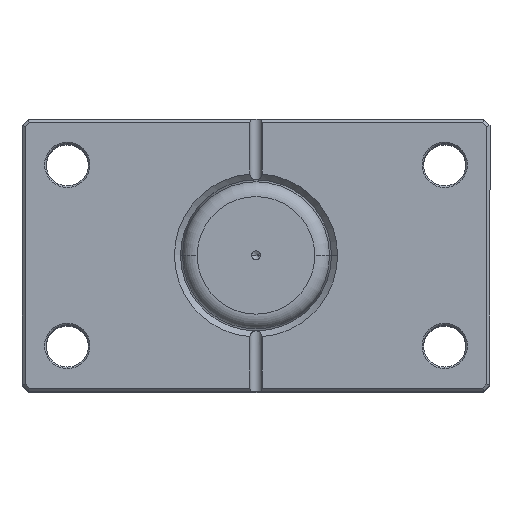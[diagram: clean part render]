
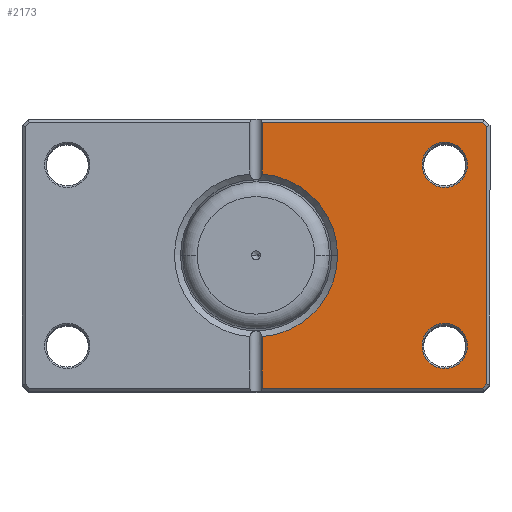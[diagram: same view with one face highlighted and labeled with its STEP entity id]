
A CAD part, top view. The second image highlights one B-rep face of the part: STEP entity #2173.
In plain terms, the highlighted face is planar.
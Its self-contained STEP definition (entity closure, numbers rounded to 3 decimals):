
#10 = VERTEX_POINT ( 'NONE', #4954 ) ;
#30 = VERTEX_POINT ( 'NONE', #4937 ) ;
#86 = VERTEX_POINT ( 'NONE', #3748 ) ;
#104 = CARTESIAN_POINT ( 'NONE',  ( -59.543, -59.543, 0. ) ) ;
#117 = VECTOR ( 'NONE', #4048, 1000. ) ;
#153 = CIRCLE ( 'NONE', #4074, 7.5 ) ;
#155 = CARTESIAN_POINT ( 'NONE',  ( -55., -30., 0. ) ) ;
#300 = DIRECTION ( 'NONE',  ( 1., 0., 0. ) ) ;
#341 = CIRCLE ( 'NONE', #1201, 7.5 ) ;
#353 = CIRCLE ( 'NONE', #1271, 7.5 ) ;
#371 = EDGE_LOOP ( 'NONE', ( #3957, #1869 ) ) ;
#607 = DIRECTION ( 'NONE',  ( 0., -1., 0. ) ) ;
#707 = VERTEX_POINT ( 'NONE', #5818 ) ;
#1011 = VECTOR ( 'NONE', #607, 1000. ) ;
#1023 = VERTEX_POINT ( 'NONE', #5728 ) ;
#1034 = CARTESIAN_POINT ( 'NONE',  ( 0., 44., 0. ) ) ;
#1042 = CARTESIAN_POINT ( 'NONE',  ( -70., 30., 0. ) ) ;
#1057 = VERTEX_POINT ( 'NONE', #4049 ) ;
#1078 = CARTESIAN_POINT ( 'NONE',  ( -2., 45., 0. ) ) ;
#1119 = CARTESIAN_POINT ( 'NONE',  ( -62.5, 30., 0. ) ) ;
#1131 = EDGE_LOOP ( 'NONE', ( #5890, #2417, #4051, #3274, #2883, #5684, #3928, #2738, #5328 ) ) ;
#1155 = AXIS2_PLACEMENT_3D ( 'NONE', #4735, #1871, #5191 ) ;
#1184 = CARTESIAN_POINT ( 'NONE',  ( -2., 45., 0. ) ) ;
#1201 = AXIS2_PLACEMENT_3D ( 'NONE', #4829, #1969, #5282 ) ;
#1214 = FACE_OUTER_BOUND ( 'NONE', #1131, .T. ) ;
#1220 = DIRECTION ( 'NONE',  ( 0., 0., 1. ) ) ;
#1270 = VECTOR ( 'NONE', #5076, 1000. ) ;
#1271 = AXIS2_PLACEMENT_3D ( 'NONE', #2276, #5592, #2768 ) ;
#1337 = CARTESIAN_POINT ( 'NONE',  ( -2., 26.926, 0. ) ) ;
#1390 = EDGE_LOOP ( 'NONE', ( #3295, #4411 ) ) ;
#1431 = DIRECTION ( 'NONE',  ( 0., 0., 1. ) ) ;
#1481 = CARTESIAN_POINT ( 'NONE',  ( -70., -30., 0. ) ) ;
#1528 = EDGE_CURVE ( 'NONE', #3292, #1057, #153, .T. ) ;
#1588 = DIRECTION ( 'NONE',  ( 1., 0., 0. ) ) ;
#1733 = CARTESIAN_POINT ( 'NONE',  ( -59.543, 59.543, 0. ) ) ;
#1807 = EDGE_CURVE ( 'NONE', #1057, #3292, #353, .T. ) ;
#1869 = ORIENTED_EDGE ( 'NONE', *, *, #5539, .T. ) ;
#1871 = DIRECTION ( 'NONE',  ( 0., 0., 1. ) ) ;
#1934 = DIRECTION ( 'NONE',  ( 0., 1., 0. ) ) ;
#1969 = DIRECTION ( 'NONE',  ( 0., 0., 1. ) ) ;
#2086 = VERTEX_POINT ( 'NONE', #155 ) ;
#2173 = ADVANCED_FACE ( 'NONE', ( #2632, #6094, #1214 ), #2662, .F. ) ;
#2276 = CARTESIAN_POINT ( 'NONE',  ( -62.5, 30., 0. ) ) ;
#2348 = EDGE_CURVE ( 'NONE', #707, #4794, #2700, .T. ) ;
#2401 = DIRECTION ( 'NONE',  ( 0., 0., 1. ) ) ;
#2417 = ORIENTED_EDGE ( 'NONE', *, *, #4245, .T. ) ;
#2517 = LINE ( 'NONE', #3191, #1270 ) ;
#2534 = VERTEX_POINT ( 'NONE', #5391 ) ;
#2559 = LINE ( 'NONE', #104, #4943 ) ;
#2632 = FACE_BOUND ( 'NONE', #371, .T. ) ;
#2662 = PLANE ( 'NONE',  #4665 ) ;
#2700 = LINE ( 'NONE', #1034, #3950 ) ;
#2723 = CIRCLE ( 'NONE', #2771, 27. ) ;
#2738 = ORIENTED_EDGE ( 'NONE', *, *, #4112, .T. ) ;
#2768 = DIRECTION ( 'NONE',  ( 1., 0., 0. ) ) ;
#2771 = AXIS2_PLACEMENT_3D ( 'NONE', #4296, #1431, #4771 ) ;
#2794 = LINE ( 'NONE', #1184, #117 ) ;
#2850 = EDGE_CURVE ( 'NONE', #10, #30, #2517, .T. ) ;
#2883 = ORIENTED_EDGE ( 'NONE', *, *, #2850, .T. ) ;
#3152 = CARTESIAN_POINT ( 'NONE',  ( 0., 0., 0. ) ) ;
#3191 = CARTESIAN_POINT ( 'NONE',  ( 0., -44., 0. ) ) ;
#3274 = ORIENTED_EDGE ( 'NONE', *, *, #3916, .T. ) ;
#3292 = VERTEX_POINT ( 'NONE', #1042 ) ;
#3295 = ORIENTED_EDGE ( 'NONE', *, *, #1528, .T. ) ;
#3523 = CIRCLE ( 'NONE', #3723, 7.5 ) ;
#3529 = EDGE_CURVE ( 'NONE', #30, #1023, #2559, .T. ) ;
#3692 = LINE ( 'NONE', #1078, #1011 ) ;
#3723 = AXIS2_PLACEMENT_3D ( 'NONE', #5249, #2401, #5704 ) ;
#3748 = CARTESIAN_POINT ( 'NONE',  ( -2., -26.926, 0. ) ) ;
#3789 = VERTEX_POINT ( 'NONE', #1481 ) ;
#3882 = DIRECTION ( 'NONE',  ( 1., 0., 0. ) ) ;
#3916 = EDGE_CURVE ( 'NONE', #86, #10, #3692, .T. ) ;
#3928 = ORIENTED_EDGE ( 'NONE', *, *, #4370, .T. ) ;
#3950 = VECTOR ( 'NONE', #3882, 1000. ) ;
#3957 = ORIENTED_EDGE ( 'NONE', *, *, #4358, .T. ) ;
#4048 = DIRECTION ( 'NONE',  ( 0., -1., 0. ) ) ;
#4049 = CARTESIAN_POINT ( 'NONE',  ( -55., 30., 0. ) ) ;
#4051 = ORIENTED_EDGE ( 'NONE', *, *, #4299, .T. ) ;
#4074 = AXIS2_PLACEMENT_3D ( 'NONE', #1119, #4457, #1588 ) ;
#4079 = CARTESIAN_POINT ( 'NONE',  ( -2., 44., 0. ) ) ;
#4112 = EDGE_CURVE ( 'NONE', #6047, #707, #5796, .T. ) ;
#4245 = EDGE_CURVE ( 'NONE', #5310, #2534, #5095, .T. ) ;
#4296 = CARTESIAN_POINT ( 'NONE',  ( 0., 0., 0. ) ) ;
#4299 = EDGE_CURVE ( 'NONE', #2534, #86, #2723, .T. ) ;
#4358 = EDGE_CURVE ( 'NONE', #3789, #2086, #3523, .T. ) ;
#4370 = EDGE_CURVE ( 'NONE', #1023, #6047, #4800, .T. ) ;
#4411 = ORIENTED_EDGE ( 'NONE', *, *, #1807, .T. ) ;
#4457 = DIRECTION ( 'NONE',  ( 0., 0., 1. ) ) ;
#4565 = EDGE_CURVE ( 'NONE', #4794, #5310, #2794, .T. ) ;
#4587 = VECTOR ( 'NONE', #4602, 1000. ) ;
#4602 = DIRECTION ( 'NONE',  ( 0.707, 0.707, 0. ) ) ;
#4665 = AXIS2_PLACEMENT_3D ( 'NONE', #3152, #1220, #300 ) ;
#4735 = CARTESIAN_POINT ( 'NONE',  ( 0., 0., 0. ) ) ;
#4771 = DIRECTION ( 'NONE',  ( 1., 0., 0. ) ) ;
#4794 = VERTEX_POINT ( 'NONE', #4079 ) ;
#4795 = CARTESIAN_POINT ( 'NONE',  ( -76.5, 0., 0. ) ) ;
#4800 = LINE ( 'NONE', #4795, #5870 ) ;
#4829 = CARTESIAN_POINT ( 'NONE',  ( -62.5, -30., 0. ) ) ;
#4868 = CARTESIAN_POINT ( 'NONE',  ( -76.5, 42.586, 0. ) ) ;
#4937 = CARTESIAN_POINT ( 'NONE',  ( -75.086, -44., 0. ) ) ;
#4943 = VECTOR ( 'NONE', #5745, 1000. ) ;
#4954 = CARTESIAN_POINT ( 'NONE',  ( -2., -44., 0. ) ) ;
#5076 = DIRECTION ( 'NONE',  ( -1., 0., 0. ) ) ;
#5095 = CIRCLE ( 'NONE', #1155, 27. ) ;
#5191 = DIRECTION ( 'NONE',  ( 1., 0., 0. ) ) ;
#5249 = CARTESIAN_POINT ( 'NONE',  ( -62.5, -30., 0. ) ) ;
#5282 = DIRECTION ( 'NONE',  ( 1., 0., 0. ) ) ;
#5310 = VERTEX_POINT ( 'NONE', #1337 ) ;
#5328 = ORIENTED_EDGE ( 'NONE', *, *, #2348, .T. ) ;
#5391 = CARTESIAN_POINT ( 'NONE',  ( -27., 0., 0. ) ) ;
#5539 = EDGE_CURVE ( 'NONE', #2086, #3789, #341, .T. ) ;
#5592 = DIRECTION ( 'NONE',  ( 0., 0., 1. ) ) ;
#5684 = ORIENTED_EDGE ( 'NONE', *, *, #3529, .T. ) ;
#5704 = DIRECTION ( 'NONE',  ( 1., 0., 0. ) ) ;
#5728 = CARTESIAN_POINT ( 'NONE',  ( -76.5, -42.586, 0. ) ) ;
#5745 = DIRECTION ( 'NONE',  ( -0.707, 0.707, 0. ) ) ;
#5796 = LINE ( 'NONE', #1733, #4587 ) ;
#5818 = CARTESIAN_POINT ( 'NONE',  ( -75.086, 44., 0. ) ) ;
#5870 = VECTOR ( 'NONE', #1934, 1000. ) ;
#5890 = ORIENTED_EDGE ( 'NONE', *, *, #4565, .T. ) ;
#6047 = VERTEX_POINT ( 'NONE', #4868 ) ;
#6094 = FACE_BOUND ( 'NONE', #1390, .T. ) ;
